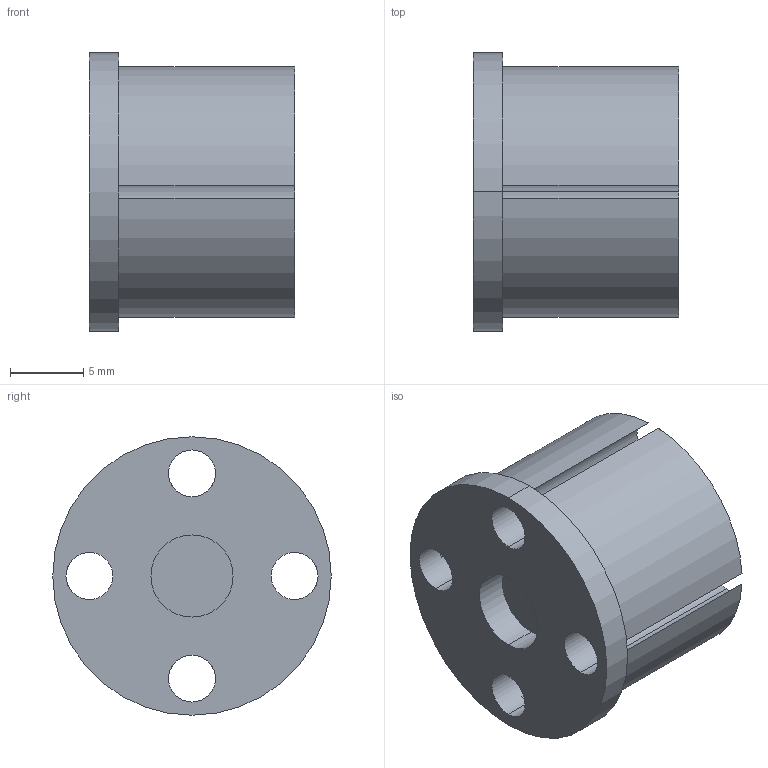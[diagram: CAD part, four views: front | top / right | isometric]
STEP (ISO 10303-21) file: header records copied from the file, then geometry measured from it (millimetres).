
FILE_DESCRIPTION (( 'STEP AP214' ), '1' );
FILE_NAME ('SAM_hub_base.STEP', '2025-01-01T01:41:36', ( '' ), ( '' ), 'SwSTEP 2.0', 'SolidWorks 2023', '' );
FILE_SCHEMA (( 'AUTOMOTIVE_DESIGN' ));
Length unit declared in the file: millimetre
Products named in the file (1): SAM_hub_base
Bounding box: 14 x 19 x 19 mm (x, y, z)
Volume: 2819.8 mm3; surface area: 1783.7 mm2
Topology: 1 solids, 1 shells, 20 faces, 60 edges, 40 vertices
Faces by surface type: cylinder 16, plane 4
Entity records: 743 total; most frequent: DIRECTION 142, CARTESIAN_POINT 121, ORIENTED_EDGE 120, AXIS2_PLACEMENT_3D 61, EDGE_CURVE 60, CIRCLE 40, VERTEX_POINT 40, EDGE_LOOP 26
